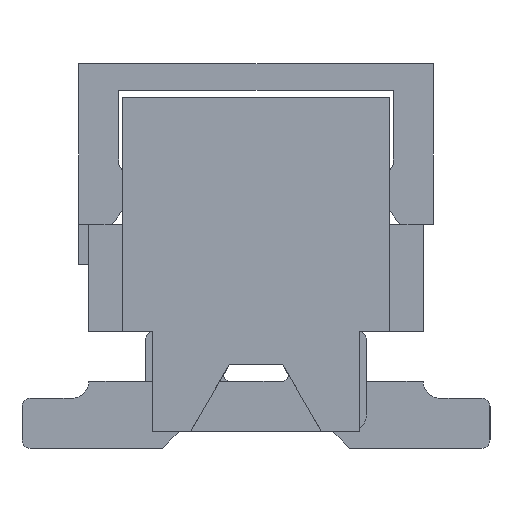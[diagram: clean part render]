
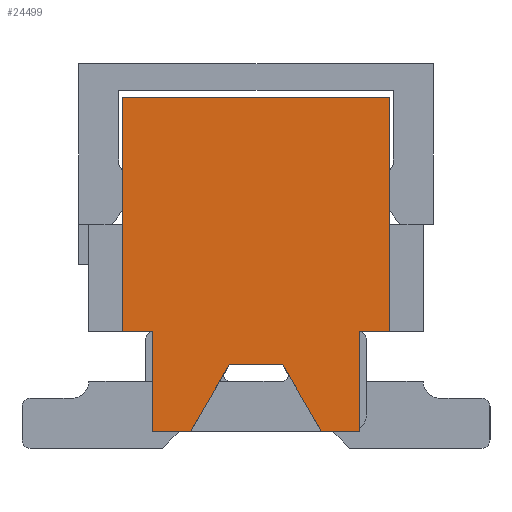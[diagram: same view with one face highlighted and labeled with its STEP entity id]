
A CAD part, left-side view. The second image highlights one B-rep face of the part: STEP entity #24499.
In plain terms, the highlighted planar face has unit normal (-1, 0, 0).
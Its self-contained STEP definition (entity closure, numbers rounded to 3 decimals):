
#4848=ORIENTED_EDGE('',*,*,#8324,.F.);
#4849=ORIENTED_EDGE('',*,*,#8319,.F.);
#4850=ORIENTED_EDGE('',*,*,#8325,.F.);
#4851=ORIENTED_EDGE('',*,*,#8326,.F.);
#4852=ORIENTED_EDGE('',*,*,#8327,.F.);
#4853=ORIENTED_EDGE('',*,*,#6231,.F.);
#4854=ORIENTED_EDGE('',*,*,#7845,.F.);
#4855=ORIENTED_EDGE('',*,*,#8277,.F.);
#4856=ORIENTED_EDGE('',*,*,#8279,.F.);
#4857=ORIENTED_EDGE('',*,*,#8291,.F.);
#4858=ORIENTED_EDGE('',*,*,#8328,.T.);
#4859=ORIENTED_EDGE('',*,*,#8038,.F.);
#4860=ORIENTED_EDGE('',*,*,#6440,.F.);
#4861=ORIENTED_EDGE('',*,*,#8019,.F.);
#6231=EDGE_CURVE('',#8869,#8870,#10626,.T.);
#6440=EDGE_CURVE('',#9074,#9075,#10835,.T.);
#7845=EDGE_CURVE('',#10022,#8869,#11962,.T.);
#8019=EDGE_CURVE('',#10116,#9074,#12136,.T.);
#8038=EDGE_CURVE('',#9075,#10131,#12155,.T.);
#8277=EDGE_CURVE('',#10222,#10022,#12394,.T.);
#8279=EDGE_CURVE('',#10223,#10222,#12396,.T.);
#8291=EDGE_CURVE('',#10229,#10223,#12408,.T.);
#8319=EDGE_CURVE('',#10241,#10242,#12436,.T.);
#8324=EDGE_CURVE('',#10242,#10116,#12441,.T.);
#8325=EDGE_CURVE('',#10246,#10241,#12442,.T.);
#8326=EDGE_CURVE('',#10247,#10246,#12443,.T.);
#8327=EDGE_CURVE('',#8870,#10247,#12444,.T.);
#8328=EDGE_CURVE('',#10229,#10131,#12445,.T.);
#8869=VERTEX_POINT('',#31353);
#8870=VERTEX_POINT('',#31355);
#9074=VERTEX_POINT('',#31774);
#9075=VERTEX_POINT('',#31775);
#10022=VERTEX_POINT('',#34524);
#10116=VERTEX_POINT('',#34846);
#10131=VERTEX_POINT('',#34881);
#10222=VERTEX_POINT('',#35371);
#10223=VERTEX_POINT('',#35375);
#10229=VERTEX_POINT('',#35396);
#10241=VERTEX_POINT('',#35436);
#10242=VERTEX_POINT('',#35438);
#10246=VERTEX_POINT('',#35449);
#10247=VERTEX_POINT('',#35451);
#10626=LINE('',#31354,#12948);
#10835=LINE('',#31773,#13157);
#11962=LINE('',#34525,#14284);
#12136=LINE('',#34845,#14458);
#12155=LINE('',#34880,#14477);
#12394=LINE('',#35372,#14716);
#12396=LINE('',#35376,#14718);
#12408=LINE('',#35397,#14730);
#12436=LINE('',#35437,#14758);
#12441=LINE('',#35447,#14763);
#12442=LINE('',#35448,#14764);
#12443=LINE('',#35450,#14765);
#12444=LINE('',#35452,#14766);
#12445=LINE('',#35453,#14767);
#12948=VECTOR('',#26390,1000.);
#13157=VECTOR('',#26611,1000.);
#14284=VECTOR('',#29090,1000.);
#14458=VECTOR('',#29370,1000.);
#14477=VECTOR('',#29391,1000.);
#14716=VECTOR('',#29952,1000.);
#14718=VECTOR('',#29956,1000.);
#14730=VECTOR('',#29974,1000.);
#14758=VECTOR('',#30002,1000.);
#14763=VECTOR('',#30009,1000.);
#14764=VECTOR('',#30010,1000.);
#14765=VECTOR('',#30011,1000.);
#14766=VECTOR('',#30012,1000.);
#14767=VECTOR('',#30013,1000.);
#15763=EDGE_LOOP('',(#4848,#4849,#4850,#4851,#4852,#4853,#4854,#4855,#4856,
#4857,#4858,#4859,#4860,#4861));
#16690=FACE_BOUND('',#15763,.T.);
#17447=PLANE('',#25707);
#24499=ADVANCED_FACE('',(#16690),#17447,.F.);
#25707=AXIS2_PLACEMENT_3D('',#35446,#30007,#30008);
#26390=DIRECTION('',(0.,1.,0.));
#26611=DIRECTION('',(0.,-1.,0.));
#29090=DIRECTION('',(0.,0.502,0.865));
#29370=DIRECTION('',(0.,0.,1.));
#29391=DIRECTION('',(0.,0.,-1.));
#29952=DIRECTION('',(0.,1.,0.));
#29956=DIRECTION('',(0.,0.,-1.));
#29974=DIRECTION('',(0.,1.,0.));
#30002=DIRECTION('',(0.,1.,0.));
#30007=DIRECTION('',(1.,0.,0.));
#30008=DIRECTION('',(0.,0.,-1.));
#30009=DIRECTION('',(0.,0.,1.));
#30010=DIRECTION('',(0.,0.,1.));
#30011=DIRECTION('',(0.,1.,0.));
#30012=DIRECTION('',(0.,0.502,-0.865));
#30013=DIRECTION('',(0.,0.,1.));
#31353=CARTESIAN_POINT('',(-6.615,-0.4,-1.3));
#31354=CARTESIAN_POINT('',(-6.615,-0.4,-1.3));
#31355=CARTESIAN_POINT('',(-6.615,0.4,-1.3));
#31773=CARTESIAN_POINT('',(-6.615,2.,2.7));
#31774=CARTESIAN_POINT('',(-6.615,2.,2.7));
#31775=CARTESIAN_POINT('',(-6.615,-2.,2.7));
#34524=CARTESIAN_POINT('',(-6.615,-0.98,-2.3));
#34525=CARTESIAN_POINT('',(-6.615,-0.98,-2.3));
#34845=CARTESIAN_POINT('',(-6.615,2.,0.8));
#34846=CARTESIAN_POINT('',(-6.615,2.,0.8));
#34880=CARTESIAN_POINT('',(-6.615,-2.,2.7));
#34881=CARTESIAN_POINT('',(-6.615,-2.,0.8));
#35371=CARTESIAN_POINT('',(-6.615,-1.55,-2.3));
#35372=CARTESIAN_POINT('',(-6.615,-1.55,-2.3));
#35375=CARTESIAN_POINT('',(-6.615,-1.55,-0.8));
#35376=CARTESIAN_POINT('',(-6.615,-1.55,-0.8));
#35396=CARTESIAN_POINT('',(-6.615,-2.,-0.8));
#35397=CARTESIAN_POINT('',(-6.615,-2.5,-0.8));
#35436=CARTESIAN_POINT('',(-6.615,1.55,-0.8));
#35437=CARTESIAN_POINT('',(-6.615,2.5,-0.8));
#35438=CARTESIAN_POINT('',(-6.615,2.,-0.8));
#35446=CARTESIAN_POINT('',(-6.615,0.,0.));
#35447=CARTESIAN_POINT('',(-6.615,2.,-0.8));
#35448=CARTESIAN_POINT('',(-6.615,1.55,-0.8));
#35449=CARTESIAN_POINT('',(-6.615,1.55,-2.3));
#35450=CARTESIAN_POINT('',(-6.615,0.98,-2.3));
#35451=CARTESIAN_POINT('',(-6.615,0.98,-2.3));
#35452=CARTESIAN_POINT('',(-6.615,0.4,-1.3));
#35453=CARTESIAN_POINT('',(-6.615,-2.,-0.8));
